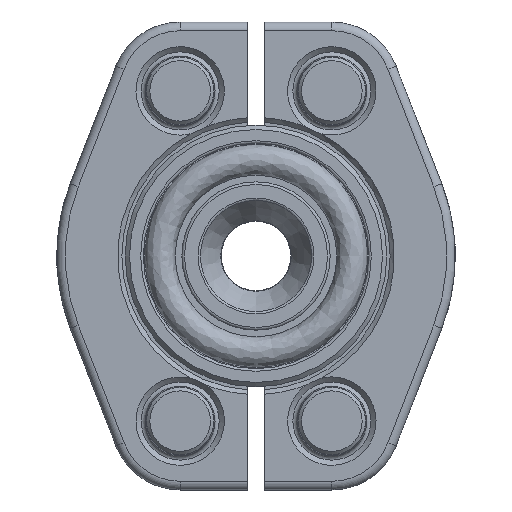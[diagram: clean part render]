
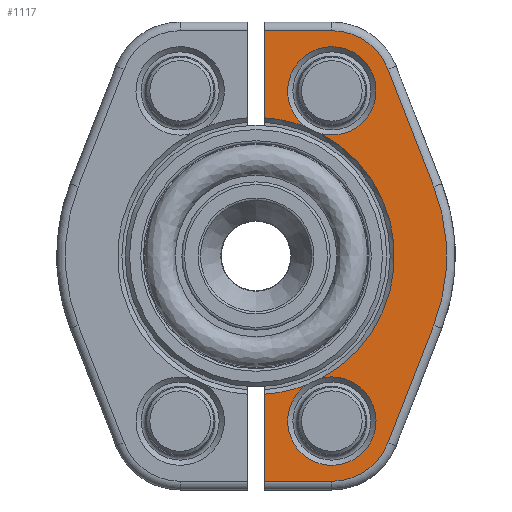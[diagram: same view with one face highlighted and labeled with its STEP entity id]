
A CAD part, left-side view. The second image highlights one B-rep face of the part: STEP entity #1117.
In plain terms, the highlighted face is planar.
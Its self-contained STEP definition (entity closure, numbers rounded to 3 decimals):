
#928=FACE_OUTER_BOUND('',#1532,.T.);
#1049=PLANE('',#2617);
#1117=ADVANCED_FACE('',(#928),#1049,.T.);
#1247=LINE('',#3573,#1307);
#1248=LINE('',#3576,#1308);
#1249=LINE('',#3580,#1309);
#1250=LINE('',#3584,#1310);
#1251=LINE('',#3588,#1311);
#1252=LINE('',#3590,#1312);
#1307=VECTOR('',#2993,1.);
#1308=VECTOR('',#2994,1.);
#1309=VECTOR('',#2997,1.);
#1310=VECTOR('',#3000,1.);
#1311=VECTOR('',#3003,1.);
#1312=VECTOR('',#3004,1.);
#1532=EDGE_LOOP('',(#1759,#1760,#1761,#1762,#1763,#1764,#1765,#1766,#1767,
#1768,#1769,#1770,#1771,#1772));
#1759=ORIENTED_EDGE('',*,*,#2267,.F.);
#1760=ORIENTED_EDGE('',*,*,#2268,.T.);
#1761=ORIENTED_EDGE('',*,*,#2269,.T.);
#1762=ORIENTED_EDGE('',*,*,#2270,.T.);
#1763=ORIENTED_EDGE('',*,*,#2271,.T.);
#1764=ORIENTED_EDGE('',*,*,#2272,.T.);
#1765=ORIENTED_EDGE('',*,*,#2273,.T.);
#1766=ORIENTED_EDGE('',*,*,#2274,.T.);
#1767=ORIENTED_EDGE('',*,*,#2275,.F.);
#1768=ORIENTED_EDGE('',*,*,#2276,.T.);
#1769=ORIENTED_EDGE('',*,*,#2277,.T.);
#1770=ORIENTED_EDGE('',*,*,#2278,.T.);
#1771=ORIENTED_EDGE('',*,*,#2279,.T.);
#1772=ORIENTED_EDGE('',*,*,#2280,.T.);
#2114=VERTEX_POINT('',#3574);
#2115=VERTEX_POINT('',#3575);
#2116=VERTEX_POINT('',#3577);
#2117=VERTEX_POINT('',#3579);
#2118=VERTEX_POINT('',#3581);
#2119=VERTEX_POINT('',#3583);
#2120=VERTEX_POINT('',#3585);
#2121=VERTEX_POINT('',#3587);
#2122=VERTEX_POINT('',#3589);
#2123=VERTEX_POINT('',#3591);
#2124=VERTEX_POINT('',#3593);
#2125=VERTEX_POINT('',#3595);
#2126=VERTEX_POINT('',#3597);
#2127=VERTEX_POINT('',#3599);
#2267=EDGE_CURVE('',#2114,#2115,#1247,.T.);
#2268=EDGE_CURVE('',#2114,#2116,#1248,.T.);
#2269=EDGE_CURVE('',#2116,#2117,#2438,.T.);
#2270=EDGE_CURVE('',#2117,#2118,#1249,.T.);
#2271=EDGE_CURVE('',#2118,#2119,#2439,.T.);
#2272=EDGE_CURVE('',#2119,#2120,#1250,.T.);
#2273=EDGE_CURVE('',#2120,#2121,#2440,.T.);
#2274=EDGE_CURVE('',#2121,#2122,#1251,.T.);
#2275=EDGE_CURVE('',#2123,#2122,#1252,.T.);
#2276=EDGE_CURVE('',#2123,#2124,#2441,.T.);
#2277=EDGE_CURVE('',#2124,#2125,#2442,.T.);
#2278=EDGE_CURVE('',#2125,#2126,#2443,.T.);
#2279=EDGE_CURVE('',#2126,#2127,#2444,.T.);
#2280=EDGE_CURVE('',#2127,#2115,#2445,.T.);
#2438=CIRCLE('',#2609,6.95);
#2439=CIRCLE('',#2610,22.);
#2440=CIRCLE('',#2611,6.95);
#2441=CIRCLE('',#2612,15.975);
#2442=CIRCLE('',#2613,5.1);
#2443=CIRCLE('',#2614,15.975);
#2444=CIRCLE('',#2615,5.1);
#2445=CIRCLE('',#2616,15.975);
#2609=AXIS2_PLACEMENT_3D('',#3578,#2995,#2996);
#2610=AXIS2_PLACEMENT_3D('',#3582,#2998,#2999);
#2611=AXIS2_PLACEMENT_3D('',#3586,#3001,#3002);
#2612=AXIS2_PLACEMENT_3D('',#3592,#3005,#3006);
#2613=AXIS2_PLACEMENT_3D('',#3594,#3007,#3008);
#2614=AXIS2_PLACEMENT_3D('',#3596,#3009,#3010);
#2615=AXIS2_PLACEMENT_3D('',#3598,#3011,#3012);
#2616=AXIS2_PLACEMENT_3D('',#3600,#3013,#3014);
#2617=AXIS2_PLACEMENT_3D('',#3601,#3015,#3016);
#2993=DIRECTION('',(-1.,0.,0.));
#2994=DIRECTION('',(0.,-1.,0.));
#2995=DIRECTION('',(0.,0.,-1.));
#2996=DIRECTION('',(-1.,0.,0.));
#2997=DIRECTION('',(-0.932,-0.362,0.));
#2998=DIRECTION('',(0.,0.,-1.));
#2999=DIRECTION('',(-1.,0.,0.));
#3000=DIRECTION('',(-0.932,0.362,0.));
#3001=DIRECTION('',(0.,0.,-1.));
#3002=DIRECTION('',(-1.,0.,0.));
#3003=DIRECTION('',(0.,1.,0.));
#3004=DIRECTION('',(-1.,0.,0.));
#3005=DIRECTION('',(0.,0.,1.));
#3006=DIRECTION('',(-1.,0.,0.));
#3007=DIRECTION('',(0.,0.,1.));
#3008=DIRECTION('',(-1.,0.,0.));
#3009=DIRECTION('',(0.,0.,1.));
#3010=DIRECTION('',(-1.,0.,0.));
#3011=DIRECTION('',(0.,0.,1.));
#3012=DIRECTION('',(-1.,0.,0.));
#3013=DIRECTION('',(0.,0.,1.));
#3014=DIRECTION('',(-1.,0.,0.));
#3015=DIRECTION('',(0.,0.,-1.));
#3016=DIRECTION('',(-1.,0.,0.));
#3573=CARTESIAN_POINT('',(31.,-1.,0.));
#3574=CARTESIAN_POINT('',(26.,-1.,0.));
#3575=CARTESIAN_POINT('',(15.944,-1.,0.));
#3576=CARTESIAN_POINT('',(26.,-8.75,0.));
#3577=CARTESIAN_POINT('',(26.,-8.75,0.));
#3578=CARTESIAN_POINT('',(19.05,-8.75,0.));
#3579=CARTESIAN_POINT('',(21.565,-15.229,0.));
#3580=CARTESIAN_POINT('',(21.565,-15.229,0.));
#3581=CARTESIAN_POINT('',(7.96,-20.509,0.));
#3582=CARTESIAN_POINT('',(0.,0.,0.));
#3583=CARTESIAN_POINT('',(-7.96,-20.509,0.));
#3584=CARTESIAN_POINT('',(11.547,-28.081,0.));
#3585=CARTESIAN_POINT('',(-21.565,-15.229,0.));
#3586=CARTESIAN_POINT('',(-19.05,-8.75,0.));
#3587=CARTESIAN_POINT('',(-26.,-8.75,0.));
#3588=CARTESIAN_POINT('',(-26.,-8.75,0.));
#3589=CARTESIAN_POINT('',(-26.,-1.,0.));
#3590=CARTESIAN_POINT('',(31.,-1.,0.));
#3591=CARTESIAN_POINT('',(-15.944,-1.,0.));
#3592=CARTESIAN_POINT('',(0.,0.,0.));
#3593=CARTESIAN_POINT('',(-14.879,-5.815,0.));
#3594=CARTESIAN_POINT('',(-19.05,-8.75,0.));
#3595=CARTESIAN_POINT('',(-14.106,-7.498,0.));
#3596=CARTESIAN_POINT('',(0.,0.,0.));
#3597=CARTESIAN_POINT('',(14.106,-7.498,0.));
#3598=CARTESIAN_POINT('',(19.05,-8.75,0.));
#3599=CARTESIAN_POINT('',(14.879,-5.815,0.));
#3600=CARTESIAN_POINT('',(0.,0.,0.));
#3601=CARTESIAN_POINT('',(19.05,-8.75,0.));
